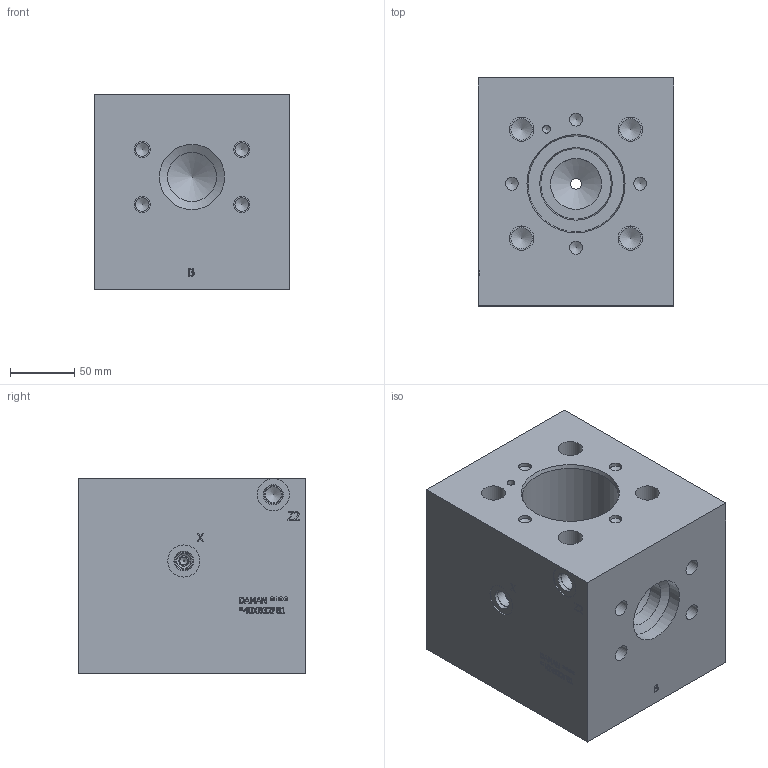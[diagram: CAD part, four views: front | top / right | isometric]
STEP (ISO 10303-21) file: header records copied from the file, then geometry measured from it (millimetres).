
FILE_DESCRIPTION(/* description */ (''),/* implementation_level */ '2;1');
FILE_NAME(/* name */ '_40XB32F61.stp',/* time_stamp */ '2021-10-13T11:01:07-04:00',/* author */ ('trevorh'),/* organization */ (''),/* preprocessor_version */ 'ST-DEVELOPER v18',/* originating_system */ 'Autodesk Inventor 2020',/* authorisation */ '');
FILE_SCHEMA (('CONFIG_CONTROL_DESIGN'));
Length unit declared in the file: millimetre
Products named in the file (1): Part_D40XB32F61_3D
Bounding box: 152.4 x 177.8 x 152.4 mm (x, y, z)
Volume: 3467490.3 mm3; surface area: 221463.3 mm2
Topology: 1 solids, 1 shells, 605 faces, 1672 edges, 1138 vertices
Faces by surface type: plane 367, bspline 110, cylinder 77, cone 51
Full cylindrical faces by diameter (mm): 5.994 x1, 6.248 x2, 8.001 x2, 8.052 x2, 10.008 x4, 10.719 x16, 11.125 x3, 12.294 x1, 12.7 x16, 12.9 x2, 12.903 x2, 14.275 x4, 14.529 x4, 16.662 x4, 19.05 x4, 25.019 x4, 38.1 x1, 39.675 x1, 50.8 x2, 54.991 x1, 75.006 x1
Entity records: 20286 total; most frequent: CARTESIAN_POINT 4852, ORIENTED_EDGE 3286, DIRECTION 2708, EDGE_CURVE 1643, VERTEX_POINT 1138, LINE 1124, VECTOR 1124, AXIS2_PLACEMENT_3D 792
